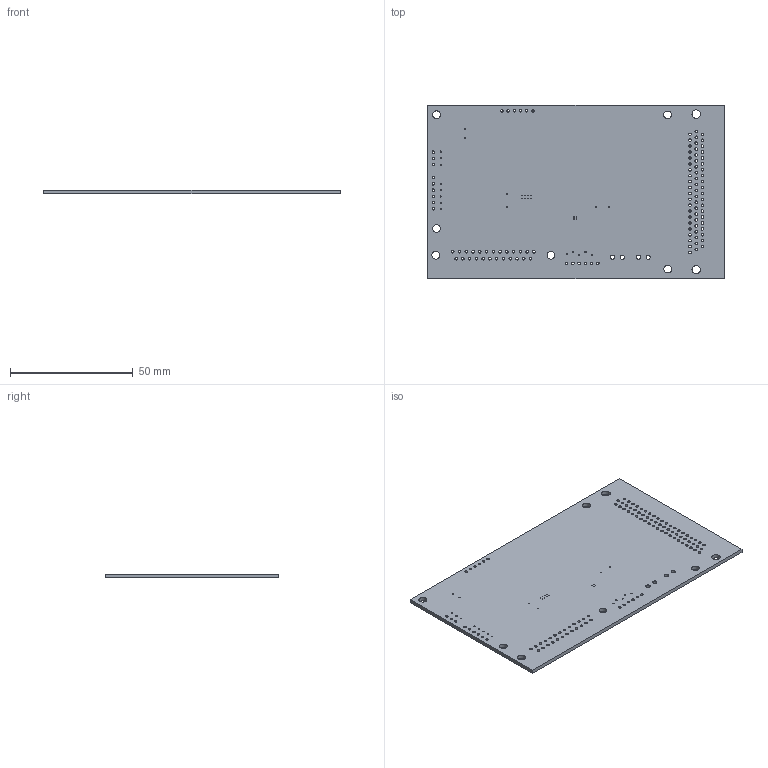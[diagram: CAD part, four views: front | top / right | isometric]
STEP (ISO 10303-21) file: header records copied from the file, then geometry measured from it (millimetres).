
FILE_DESCRIPTION(('KiCad electronic assembly'),'2;1');
FILE_NAME('kasm_pcb_rev2.step','2024-11-09T15:13:46',('Pcbnew'),('Kicad' ),'Open CASCADE STEP processor 7.7','KiCad to STEP converter', 'Unknown');
FILE_SCHEMA(('AUTOMOTIVE_DESIGN { 1 0 10303 214 1 1 1 1 }'));
Length unit declared in the file: millimetre
Products named in the file (2): kasm_pcb_rev2 1; kasm_pcb_rev2_PCB
Assembly tree (1 placements, depth 2):
  kasm_pcb_rev2 1
    kasm_pcb_rev2_PCB
Bounding box: 120.95 x 70.61 x 1.6 mm (x, y, z)
Volume: 13389.4 mm3; surface area: 18146.4 mm2
Topology: 1 solids, 1 shells, 157 faces, 465 edges, 310 vertices
Faces by surface type: cylinder 151, plane 6
Full cylindrical faces by diameter (mm): 0.3 x12, 0.5 x19, 1 x15, 1.041 x25, 1.05 x62, 1.067 x6, 1.7 x4, 3.175 x2, 3.2 x4, 3.45 x2
Entity records: 6082 total; most frequent: DIRECTION 1085, CARTESIAN_POINT 934, ORIENTED_EDGE 930, EDGE_CURVE 465, AXIS2_PLACEMENT_3D 461, FACE_BOUND 459, EDGE_LOOP 459, VERTEX_POINT 310
